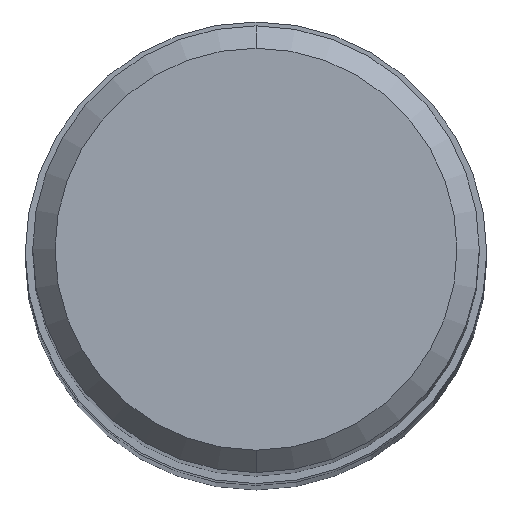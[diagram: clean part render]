
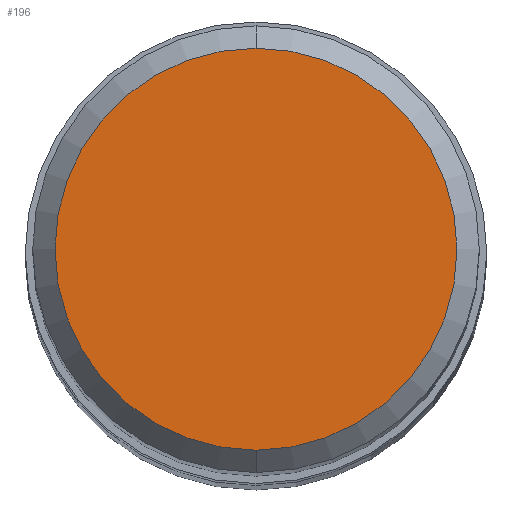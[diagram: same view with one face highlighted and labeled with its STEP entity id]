
A CAD part, top view. The second image highlights one B-rep face of the part: STEP entity #196.
In plain terms, the highlighted planar face has unit normal (0, 0, 1).
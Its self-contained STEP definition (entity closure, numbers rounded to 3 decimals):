
#180=EDGE_CURVE('',#242,#452,#481,.T.);
#196=ADVANCED_FACE('',(#499),#500,.T.);
#242=VERTEX_POINT('',#547);
#318=EDGE_CURVE('',#452,#242,#632,.T.);
#452=VERTEX_POINT('',#783);
#481=CIRCLE('',#808,5.4);
#499=FACE_OUTER_BOUND('',#832,.T.);
#500=PLANE('',#833);
#547=CARTESIAN_POINT('',(0.0,5.4,0.0));
#632=CIRCLE('',#1130,5.4);
#783=CARTESIAN_POINT('',(0.,-5.4,0.0));
#808=AXIS2_PLACEMENT_3D('',#1488,#1489,#1490);
#832=EDGE_LOOP('',(#1516,#1517));
#833=AXIS2_PLACEMENT_3D('',#1518,#1519,#1520);
#1130=AXIS2_PLACEMENT_3D('',#1639,#1640,#1641);
#1488=CARTESIAN_POINT('',(0.0,0.0,0.0));
#1489=DIRECTION('',(0.0,0.0,-1.0));
#1490=DIRECTION('',(0.0,1.0,0.0));
#1516=ORIENTED_EDGE('',*,*,#180,.F.);
#1517=ORIENTED_EDGE('',*,*,#318,.F.);
#1518=CARTESIAN_POINT('',(0.0,2.7,0.0));
#1519=DIRECTION('',(-0.0,0.0,1.0));
#1520=DIRECTION('',(0.0,-1.0,0.0));
#1639=CARTESIAN_POINT('',(0.0,0.0,0.0));
#1640=DIRECTION('',(0.0,0.0,-1.0));
#1641=DIRECTION('',(0.0,1.0,0.0));
